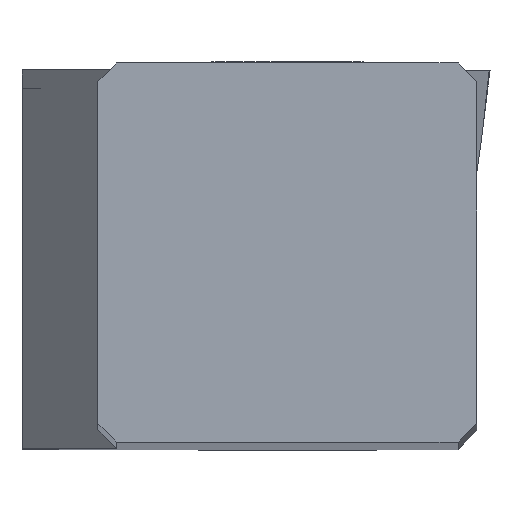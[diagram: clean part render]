
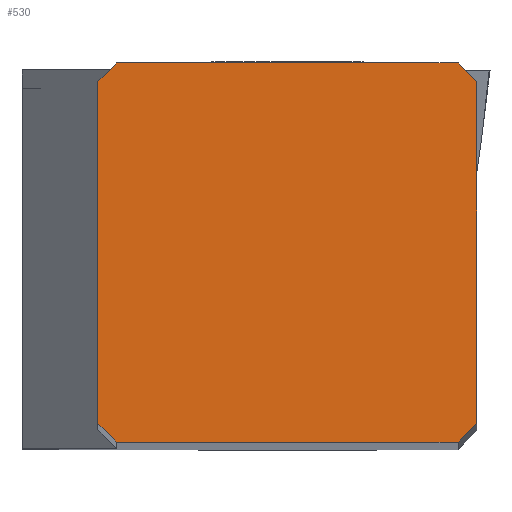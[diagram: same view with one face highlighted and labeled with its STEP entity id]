
A CAD part, top view. The second image highlights one B-rep face of the part: STEP entity #530.
In plain terms, the highlighted planar face has unit normal (0, 0, 1).
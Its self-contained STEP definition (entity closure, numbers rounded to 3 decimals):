
#460=FACE_OUTER_BOUND('',#645,.T.);
#530=ADVANCED_FACE('',(#460),#589,.T.);
#589=PLANE('',#1909);
#645=EDGE_LOOP('',(#854,#855,#856,#857,#858,#859,#860,#861));
#854=ORIENTED_EDGE('',*,*,#1287,.T.);
#855=ORIENTED_EDGE('',*,*,#1295,.F.);
#856=ORIENTED_EDGE('',*,*,#1296,.F.);
#857=ORIENTED_EDGE('',*,*,#1297,.F.);
#858=ORIENTED_EDGE('',*,*,#1298,.F.);
#859=ORIENTED_EDGE('',*,*,#1246,.F.);
#860=ORIENTED_EDGE('',*,*,#1242,.T.);
#861=ORIENTED_EDGE('',*,*,#1294,.F.);
#1101=VERTEX_POINT('',#2516);
#1102=VERTEX_POINT('',#2518);
#1105=VERTEX_POINT('',#2526);
#1135=VERTEX_POINT('',#2605);
#1136=VERTEX_POINT('',#2607);
#1140=VERTEX_POINT('',#2622);
#1141=VERTEX_POINT('',#2624);
#1142=VERTEX_POINT('',#2626);
#1242=EDGE_CURVE('',#1102,#1101,#1536,.T.);
#1246=EDGE_CURVE('',#1102,#1105,#1538,.T.);
#1287=EDGE_CURVE('',#1136,#1135,#1571,.T.);
#1294=EDGE_CURVE('',#1136,#1101,#1577,.T.);
#1295=EDGE_CURVE('',#1140,#1135,#1578,.T.);
#1296=EDGE_CURVE('',#1141,#1140,#1579,.T.);
#1297=EDGE_CURVE('',#1142,#1141,#1580,.T.);
#1298=EDGE_CURVE('',#1105,#1142,#1581,.T.);
#1536=LINE('',#2517,#1649);
#1538=LINE('',#2525,#1651);
#1571=LINE('',#2606,#1684);
#1577=LINE('',#2619,#1690);
#1578=LINE('',#2621,#1691);
#1579=LINE('',#2623,#1692);
#1580=LINE('',#2625,#1693);
#1581=LINE('',#2627,#1694);
#1649=VECTOR('',#2117,1.);
#1651=VECTOR('',#2125,1.);
#1684=VECTOR('',#2192,1.);
#1690=VECTOR('',#2204,1.);
#1691=VECTOR('',#2207,1.);
#1692=VECTOR('',#2208,1.);
#1693=VECTOR('',#2209,1.);
#1694=VECTOR('',#2210,1.);
#1909=AXIS2_PLACEMENT_3D('',#2628,#2211,#2212);
#2117=DIRECTION('',(1.,0.,0.));
#2125=DIRECTION('',(-0.707,0.707,0.));
#2192=DIRECTION('',(0.,1.,0.));
#2204=DIRECTION('',(-0.707,-0.707,0.));
#2207=DIRECTION('',(0.707,-0.707,0.));
#2208=DIRECTION('',(1.,0.,0.));
#2209=DIRECTION('',(0.707,0.707,0.));
#2210=DIRECTION('',(0.,1.,0.));
#2211=DIRECTION('',(0.,0.,1.));
#2212=DIRECTION('',(-1.,0.,0.));
#2516=CARTESIAN_POINT('',(9.5,0.,0.));
#2517=CARTESIAN_POINT('',(0.5,0.,0.));
#2518=CARTESIAN_POINT('',(0.5,0.,0.));
#2525=CARTESIAN_POINT('',(0.5,0.,0.));
#2526=CARTESIAN_POINT('',(0.,0.5,0.));
#2605=CARTESIAN_POINT('',(10.,9.5,0.));
#2606=CARTESIAN_POINT('',(10.,0.5,0.));
#2607=CARTESIAN_POINT('',(10.,0.5,0.));
#2619=CARTESIAN_POINT('',(10.,0.5,0.));
#2621=CARTESIAN_POINT('',(9.5,10.,0.));
#2622=CARTESIAN_POINT('',(9.5,10.,0.));
#2623=CARTESIAN_POINT('',(0.5,10.,0.));
#2624=CARTESIAN_POINT('',(0.5,10.,0.));
#2625=CARTESIAN_POINT('',(0.,9.5,0.));
#2626=CARTESIAN_POINT('',(0.,9.5,0.));
#2627=CARTESIAN_POINT('',(0.,0.5,0.));
#2628=CARTESIAN_POINT('',(5.,5.,0.));
